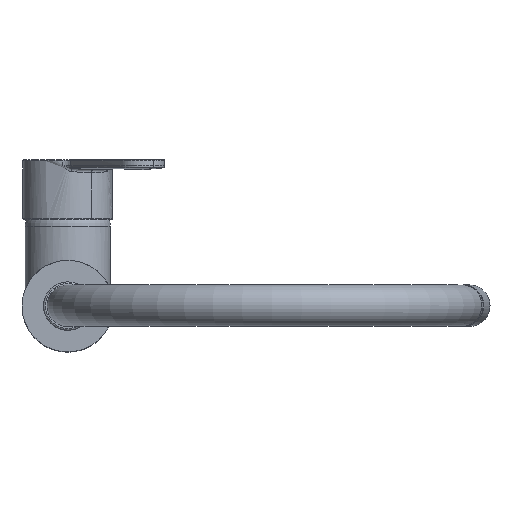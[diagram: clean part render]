
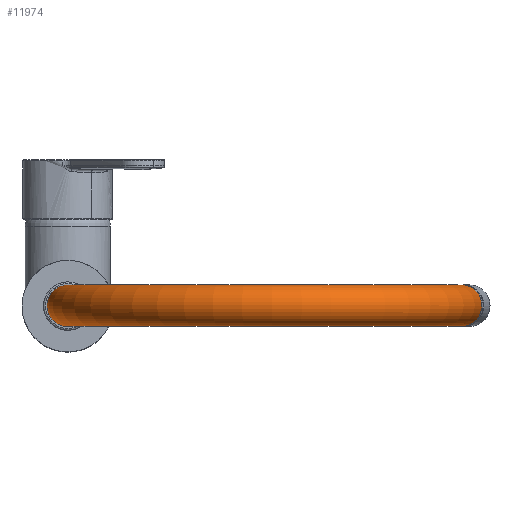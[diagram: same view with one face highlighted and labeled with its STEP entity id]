
A CAD part, top view. The second image highlights one B-rep face of the part: STEP entity #11974.
In plain terms, the highlighted toroidal (fillet/blend) face has major radius 110.5 mm and minor radius 11.5 mm.
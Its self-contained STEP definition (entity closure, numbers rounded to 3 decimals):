
#2252=TOROIDAL_SURFACE('',#13218,110.5,11.5);
#2811=CIRCLE('',#13217,11.5);
#2812=CIRCLE('',#13219,11.5);
#6362=ORIENTED_EDGE('',*,*,#8137,.T.);
#6363=ORIENTED_EDGE('',*,*,#8138,.F.);
#8137=EDGE_CURVE('',#9291,#9291,#2811,.F.);
#8138=EDGE_CURVE('',#9292,#9292,#2812,.F.);
#9291=VERTEX_POINT('',#22118);
#9292=VERTEX_POINT('',#22121);
#10146=EDGE_LOOP('',(#6362));
#10147=EDGE_LOOP('',(#6363));
#10855=FACE_BOUND('',#10146,.T.);
#10856=FACE_BOUND('',#10147,.T.);
#11974=ADVANCED_FACE('',(#10855,#10856),#2252,.T.);
#13217=AXIS2_PLACEMENT_3D('',#22117,#16546,#16547);
#13218=AXIS2_PLACEMENT_3D('',#22119,#16548,#16549);
#13219=AXIS2_PLACEMENT_3D('',#22120,#16550,#16551);
#16546=DIRECTION('',(0.,0.,-1.));
#16547=DIRECTION('',(1.,0.,0.));
#16548=DIRECTION('',(0.,-1.,0.));
#16549=DIRECTION('',(0.,0.,-1.));
#16550=DIRECTION('',(-0.174,0.,0.985));
#16551=DIRECTION('',(-0.985,0.,-0.174));
#22117=CARTESIAN_POINT('',(0.,0.,
231.5));
#22118=CARTESIAN_POINT('',(11.5,0.,231.5));
#22119=CARTESIAN_POINT('',(110.5,0.,231.5));
#22120=CARTESIAN_POINT('',(219.321,0.,250.688));
#22121=CARTESIAN_POINT('',(207.996,0.,248.691));
